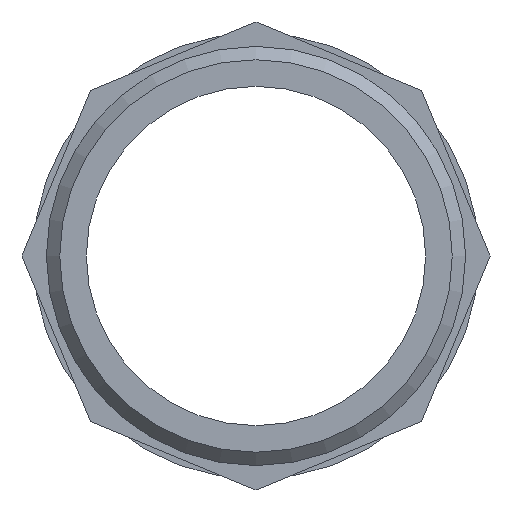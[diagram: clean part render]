
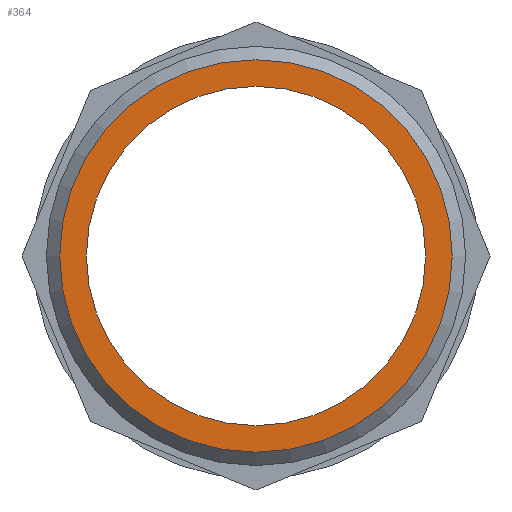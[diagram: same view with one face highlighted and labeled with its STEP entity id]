
A CAD part, front view. The second image highlights one B-rep face of the part: STEP entity #364.
In plain terms, the highlighted conical face has half-angle 89.996 degrees and reference radius 28.5 mm.
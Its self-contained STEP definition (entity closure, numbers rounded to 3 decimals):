
#84=CONICAL_SURFACE('',#399,28.5,89.996);
#93=FACE_BOUND('',#144,.T.);
#112=FACE_OUTER_BOUND('',#143,.T.);
#143=EDGE_LOOP('',(#283));
#144=EDGE_LOOP('',(#284));
#185=CIRCLE('',#397,29.5);
#187=CIRCLE('',#400,25.5);
#203=VERTEX_POINT('',#563);
#205=VERTEX_POINT('',#568);
#237=EDGE_CURVE('',#203,#203,#185,.T.);
#239=EDGE_CURVE('',#205,#205,#187,.T.);
#283=ORIENTED_EDGE('',*,*,#239,.T.);
#284=ORIENTED_EDGE('',*,*,#237,.F.);
#364=ADVANCED_FACE('',(#112,#93),#84,.F.);
#397=AXIS2_PLACEMENT_3D('',#564,#452,#453);
#399=AXIS2_PLACEMENT_3D('',#567,#456,#457);
#400=AXIS2_PLACEMENT_3D('',#569,#458,#459);
#452=DIRECTION('center_axis',(0.,1.,0.));
#453=DIRECTION('ref_axis',(0.,0.,-1.));
#456=DIRECTION('center_axis',(0.,-1.,0.));
#457=DIRECTION('ref_axis',(0.,0.,1.));
#458=DIRECTION('center_axis',(0.,1.,0.));
#459=DIRECTION('ref_axis',(1.,0.,0.));
#563=CARTESIAN_POINT('',(0.,-58.728,29.746));
#564=CARTESIAN_POINT('Origin',(0.,-58.728,0.246));
#567=CARTESIAN_POINT('Origin',(0.,-58.728,0.246));
#568=CARTESIAN_POINT('',(0.,-58.728,25.746));
#569=CARTESIAN_POINT('Origin',(0.,-58.728,0.246));
